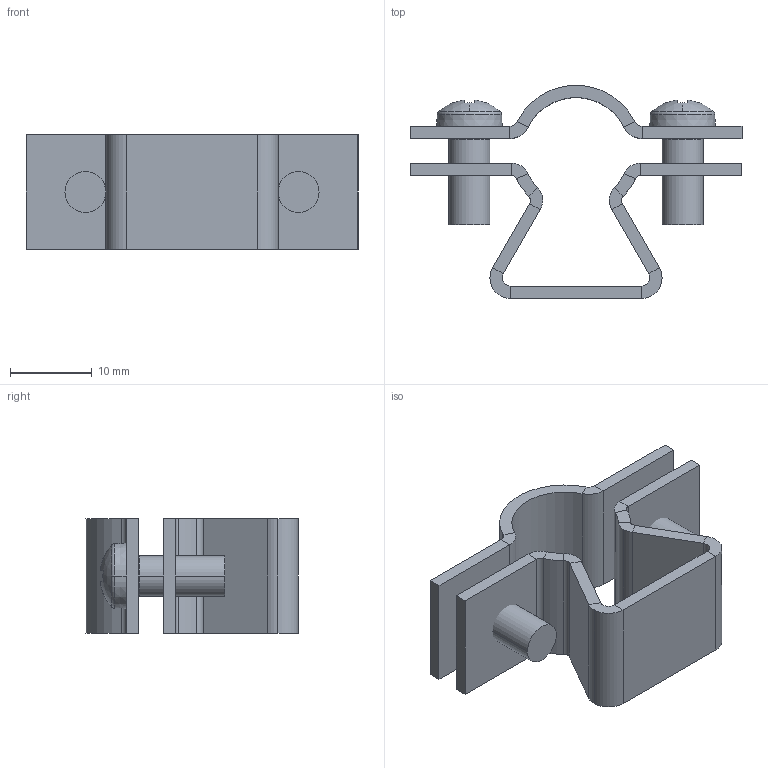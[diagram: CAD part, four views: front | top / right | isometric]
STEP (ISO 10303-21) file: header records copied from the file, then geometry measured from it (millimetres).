
FILE_DESCRIPTION (( 'STEP AP214' ), '1' );
FILE_NAME ('1361139_KSTP1.stp', '2018-09-10T06:41:50', ( '' ), ( '' ), 'SwSTEP 2.0', 'SolidWorks 2016', '' );
FILE_SCHEMA (( 'AUTOMOTIVE_DESIGN' ));
Length unit declared in the file: millimetre
Products named in the file (4): BW001_M5 x 12; 1361139_KSTP1; BB005-01-01_Standard; BB005-01-02_Standard
Assembly tree (4 placements, depth 2):
  1361139_KSTP1
    BB005-01-01_Standard
    BB005-01-02_Standard
    BW001_M5 x 12  x2
Bounding box: 40.5 x 25.97 x 14 mm (x, y, z)
Volume: 3233.7 mm3; surface area: 4610.1 mm2
Topology: 4 solids, 4 shells, 132 faces, 292 edges, 172 vertices
Faces by surface type: plane 86, cylinder 34, torus 4, cone 4, sphere 4
Entity records: 2994 total; most frequent: DIRECTION 540, CARTESIAN_POINT 471, ORIENTED_EDGE 456, EDGE_CURVE 228, AXIS2_PLACEMENT_3D 199, VECTOR 142, LINE 142, VERTEX_POINT 130
